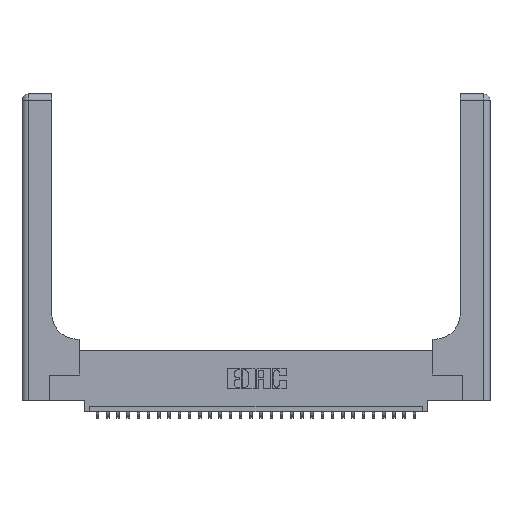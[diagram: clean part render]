
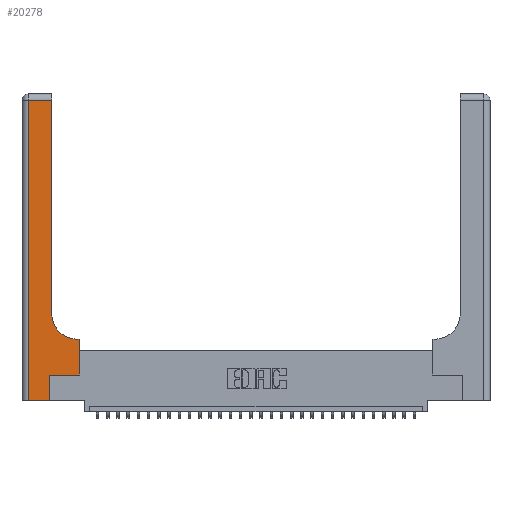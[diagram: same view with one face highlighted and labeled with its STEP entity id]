
A CAD part, top view. The second image highlights one B-rep face of the part: STEP entity #20278.
In plain terms, the highlighted planar face has unit normal (0, 0, 1).
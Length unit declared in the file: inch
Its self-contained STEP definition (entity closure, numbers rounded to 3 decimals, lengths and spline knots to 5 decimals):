
#67 = VERTEX_POINT ( 'NONE', #10670 ) ;
#172 = LINE ( 'NONE', #29631, #11302 ) ;
#298 = VERTEX_POINT ( 'NONE', #10607 ) ;
#595 = LINE ( 'NONE', #26134, #28152 ) ;
#1115 = DIRECTION ( 'NONE',  ( 0., 1., 0. ) ) ;
#2582 = ORIENTED_EDGE ( 'NONE', *, *, #27723, .T. ) ;
#2687 = DIRECTION ( 'NONE',  ( 0., 1., 0. ) ) ;
#2698 = CARTESIAN_POINT ( 'NONE',  ( 0.5585, 0.25, 0.37 ) ) ;
#3100 = DIRECTION ( 'NONE',  ( 0., 0., -1. ) ) ;
#3585 = EDGE_CURVE ( 'NONE', #22235, #25829, #23592, .T. ) ;
#3722 = DIRECTION ( 'NONE',  ( -1., 0., 0. ) ) ;
#3775 = CARTESIAN_POINT ( 'NONE',  ( 0.2915, 0.6, 0.37 ) ) ;
#4097 = LINE ( 'NONE', #10051, #23516 ) ;
#4896 = EDGE_CURVE ( 'NONE', #67, #298, #4097, .T. ) ;
#4983 = LINE ( 'NONE', #17906, #7201 ) ;
#5006 = CARTESIAN_POINT ( 'NONE',  ( 0., 0., 0.37 ) ) ;
#5119 = DIRECTION ( 'NONE',  ( 0., -1., 0. ) ) ;
#5124 = VECTOR ( 'NONE', #2687, 39.37008 ) ;
#5451 = DIRECTION ( 'NONE',  ( 1., 0., 0. ) ) ;
#5746 = AXIS2_PLACEMENT_3D ( 'NONE', #19647, #3100, #5451 ) ;
#6596 = VERTEX_POINT ( 'NONE', #27238 ) ;
#6962 = LINE ( 'NONE', #28885, #19699 ) ;
#7051 = EDGE_CURVE ( 'NONE', #7119, #26861, #6962, .T. ) ;
#7119 = VERTEX_POINT ( 'NONE', #26906 ) ;
#7201 = VECTOR ( 'NONE', #1115, 39.37008 ) ;
#7638 = CARTESIAN_POINT ( 'NONE',  ( 0.5415, 0.6, 0.37 ) ) ;
#9927 = VECTOR ( 'NONE', #23889, 39.37008 ) ;
#10051 = CARTESIAN_POINT ( 'NONE',  ( 0.2915, 3., 0.37 ) ) ;
#10607 = CARTESIAN_POINT ( 'NONE',  ( 0.2915, 2.94, 0.37 ) ) ;
#10670 = CARTESIAN_POINT ( 'NONE',  ( 0.2915, 0.85, 0.37 ) ) ;
#10816 = EDGE_LOOP ( 'NONE', ( #19747, #12837, #18267, #24050, #28817, #27493, #22736, #30179, #2582 ) ) ;
#11302 = VECTOR ( 'NONE', #18015, 39.37008 ) ;
#12146 = LINE ( 'NONE', #5006, #9927 ) ;
#12570 = LINE ( 'NONE', #19034, #5124 ) ;
#12763 = VECTOR ( 'NONE', #15440, 39.37008 ) ;
#12837 = ORIENTED_EDGE ( 'NONE', *, *, #28958, .T. ) ;
#13438 = FACE_OUTER_BOUND ( 'NONE', #10816, .T. ) ;
#15440 = DIRECTION ( 'NONE',  ( -1., 0., 0. ) ) ;
#17058 = DIRECTION ( 'NONE',  ( 0., 1., 0. ) ) ;
#17906 = CARTESIAN_POINT ( 'NONE',  ( 0.269, 0., 0.37 ) ) ;
#18015 = DIRECTION ( 'NONE',  ( 1., 0., 0. ) ) ;
#18024 = DIRECTION ( 'NONE',  ( 0., 0., -1. ) ) ;
#18267 = ORIENTED_EDGE ( 'NONE', *, *, #7051, .T. ) ;
#19034 = CARTESIAN_POINT ( 'NONE',  ( 0.5585, 0.25, 0.37 ) ) ;
#19647 = CARTESIAN_POINT ( 'NONE',  ( 0.5415, 0.85, 0.37 ) ) ;
#19699 = VECTOR ( 'NONE', #5119, 39.37008 ) ;
#19747 = ORIENTED_EDGE ( 'NONE', *, *, #4896, .T. ) ;
#20191 = AXIS2_PLACEMENT_3D ( 'NONE', #25091, #18024, #3722 ) ;
#20278 = ADVANCED_FACE ( 'NONE', ( #13438 ), #30241, .F. ) ;
#22235 = VERTEX_POINT ( 'NONE', #29208 ) ;
#22736 = ORIENTED_EDGE ( 'NONE', *, *, #27628, .T. ) ;
#23442 = CARTESIAN_POINT ( 'NONE',  ( 0.06, 0., 0.37 ) ) ;
#23516 = VECTOR ( 'NONE', #17058, 39.37008 ) ;
#23592 = LINE ( 'NONE', #3775, #12763 ) ;
#23792 = VERTEX_POINT ( 'NONE', #2698 ) ;
#23889 = DIRECTION ( 'NONE',  ( 1., 0., 0. ) ) ;
#24005 = CARTESIAN_POINT ( 'NONE',  ( 0.269, 0., 0.37 ) ) ;
#24050 = ORIENTED_EDGE ( 'NONE', *, *, #28405, .T. ) ;
#24434 = VERTEX_POINT ( 'NONE', #24005 ) ;
#25091 = CARTESIAN_POINT ( 'NONE',  ( 0., 3., 0.37 ) ) ;
#25829 = VERTEX_POINT ( 'NONE', #7638 ) ;
#25837 = EDGE_CURVE ( 'NONE', #24434, #6596, #4983, .T. ) ;
#26134 = CARTESIAN_POINT ( 'NONE',  ( 0., 2.94, 0.37 ) ) ;
#26861 = VERTEX_POINT ( 'NONE', #23442 ) ;
#26906 = CARTESIAN_POINT ( 'NONE',  ( 0.06, 2.94, 0.37 ) ) ;
#27238 = CARTESIAN_POINT ( 'NONE',  ( 0.269, 0.25, 0.37 ) ) ;
#27493 = ORIENTED_EDGE ( 'NONE', *, *, #29592, .T. ) ;
#27628 = EDGE_CURVE ( 'NONE', #23792, #22235, #12570, .T. ) ;
#27723 = EDGE_CURVE ( 'NONE', #25829, #67, #30827, .T. ) ;
#28152 = VECTOR ( 'NONE', #28313, 39.37008 ) ;
#28313 = DIRECTION ( 'NONE',  ( -1., 0., 0. ) ) ;
#28405 = EDGE_CURVE ( 'NONE', #26861, #24434, #12146, .T. ) ;
#28817 = ORIENTED_EDGE ( 'NONE', *, *, #25837, .T. ) ;
#28885 = CARTESIAN_POINT ( 'NONE',  ( 0.06, 3., 0.37 ) ) ;
#28958 = EDGE_CURVE ( 'NONE', #298, #7119, #595, .T. ) ;
#29208 = CARTESIAN_POINT ( 'NONE',  ( 0.5585, 0.6, 0.37 ) ) ;
#29592 = EDGE_CURVE ( 'NONE', #6596, #23792, #172, .T. ) ;
#29631 = CARTESIAN_POINT ( 'NONE',  ( 0.269, 0.25, 0.37 ) ) ;
#30179 = ORIENTED_EDGE ( 'NONE', *, *, #3585, .T. ) ;
#30241 = PLANE ( 'NONE',  #20191 ) ;
#30827 = CIRCLE ( 'NONE', #5746, 0.25 ) ;
